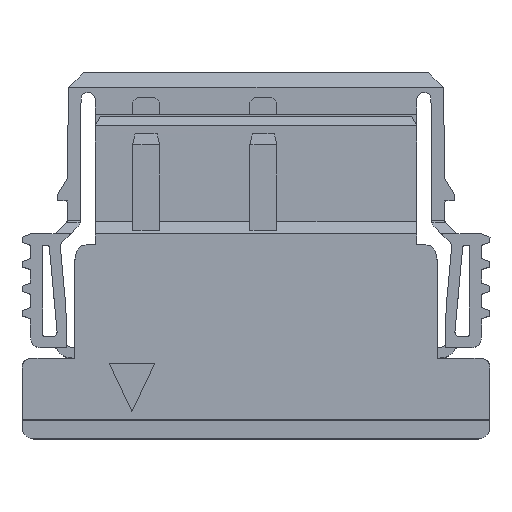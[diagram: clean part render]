
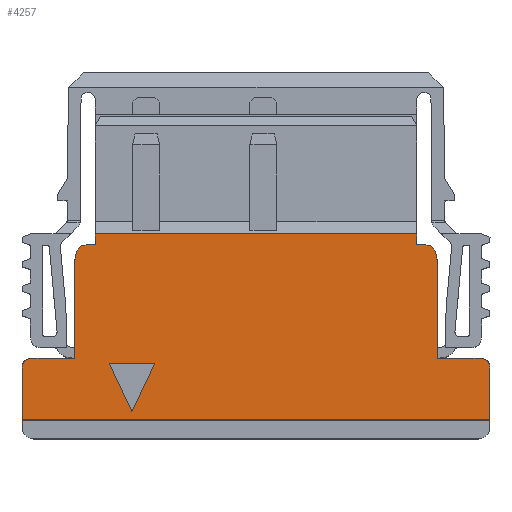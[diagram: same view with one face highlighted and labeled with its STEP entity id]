
A CAD part, top view. The second image highlights one B-rep face of the part: STEP entity #4257.
In plain terms, the highlighted planar face has unit normal (0, 0, 1).
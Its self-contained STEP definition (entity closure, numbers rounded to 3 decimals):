
#1571=CARTESIAN_POINT('',(11.66,0.,4.98));
#1572=VERTEX_POINT('',#1571);
#1587=CARTESIAN_POINT('',(-1.5,0.,4.98));
#1588=VERTEX_POINT('',#1587);
#1595=CARTESIAN_POINT('',(11.66,0.,4.98));
#1596=DIRECTION('',(-1.,0.,0.));
#1597=VECTOR('',#1596,13.16);
#1598=LINE('',#1595,#1597);
#1599=EDGE_CURVE('',#1572,#1588,#1598,.T.);
#3224=CARTESIAN_POINT('',(12.51,-5.1,4.98));
#3225=VERTEX_POINT('',#3224);
#3256=CARTESIAN_POINT('',(12.51,-1.316,4.98));
#3257=VERTEX_POINT('',#3256);
#3264=CARTESIAN_POINT('',(12.51,-5.1,4.98));
#3265=DIRECTION('',(0.,1.,0.));
#3266=VECTOR('',#3265,3.784);
#3267=LINE('',#3264,#3266);
#3268=EDGE_CURVE('',#3225,#3257,#3267,.T.);
#3280=CARTESIAN_POINT('',(14.26,-5.1,4.98));
#3281=VERTEX_POINT('',#3280);
#3303=CARTESIAN_POINT('',(12.51,-5.1,4.98));
#3304=DIRECTION('',(1.,0.,0.));
#3305=VECTOR('',#3304,1.75);
#3306=LINE('',#3303,#3305);
#3307=EDGE_CURVE('',#3225,#3281,#3306,.T.);
#3345=CARTESIAN_POINT('',(14.66,-5.5,4.98));
#3346=VERTEX_POINT('',#3345);
#3353=CARTESIAN_POINT('',(14.26,-5.5,4.98));
#3354=DIRECTION('',(0.,1.,0.));
#3355=DIRECTION('',(0.,0.,-1.));
#3356=AXIS2_PLACEMENT_3D('',#3353,#3355,#3354);
#3357=CIRCLE('',#3356,0.4);
#3358=EDGE_CURVE('',#3281,#3346,#3357,.T.);
#3370=CARTESIAN_POINT('',(14.66,-7.6,4.98));
#3371=VERTEX_POINT('',#3370);
#3524=CARTESIAN_POINT('',(14.66,-7.6,4.98));
#3525=DIRECTION('',(0.,1.,0.));
#3526=VECTOR('',#3525,2.1);
#3527=LINE('',#3524,#3526);
#3528=EDGE_CURVE('',#3371,#3346,#3527,.T.);
#4004=CARTESIAN_POINT('',(-4.5,-7.6,4.98));
#4005=VERTEX_POINT('',#4004);
#4006=CARTESIAN_POINT('',(14.66,-7.6,4.98));
#4007=DIRECTION('',(-1.,0.,0.));
#4008=VECTOR('',#4007,19.16);
#4009=LINE('',#4006,#4008);
#4010=EDGE_CURVE('',#3371,#4005,#4009,.T.);
#4141=CARTESIAN_POINT('',(5.08,-3.8,4.98));
#4142=DIRECTION('',(-1.,0.,0.));
#4143=DIRECTION('',(0.,0.,1.));
#4144=AXIS2_PLACEMENT_3D('',#4141,#4143,#4142);
#4145=PLANE('',#4144);
#4146=ORIENTED_EDGE('',*,*,#3528,.T.);
#4147=ORIENTED_EDGE('',*,*,#3358,.F.);
#4148=ORIENTED_EDGE('',*,*,#3307,.F.);
#4149=ORIENTED_EDGE('',*,*,#3268,.T.);
#4150=CARTESIAN_POINT('',(12.01,-0.45,4.98));
#4151=VERTEX_POINT('',#4150);
#4152=CARTESIAN_POINT('',(12.01,-0.45,4.98));
#4153=CARTESIAN_POINT('',(12.51,-0.45,4.98));
#4154=CARTESIAN_POINT('',(12.51,-1.316,4.98));
#4155=B_SPLINE_CURVE_WITH_KNOTS('',2,(#4152,#4153,#4154),.UNSPECIFIED.,.F.,.U.,(3,3),(0.,1.),.UNSPECIFIED.);
#4156=EDGE_CURVE('',#4151,#3257,#4155,.T.);
#4157=ORIENTED_EDGE('',*,*,#4156,.F.);
#4158=CARTESIAN_POINT('',(11.66,-0.45,4.98));
#4159=VERTEX_POINT('',#4158);
#4160=CARTESIAN_POINT('',(11.66,-0.45,4.98));
#4161=DIRECTION('',(1.,0.,0.));
#4162=VECTOR('',#4161,0.35);
#4163=LINE('',#4160,#4162);
#4164=EDGE_CURVE('',#4159,#4151,#4163,.T.);
#4165=ORIENTED_EDGE('',*,*,#4164,.F.);
#4166=CARTESIAN_POINT('',(11.66,-0.45,4.98));
#4167=DIRECTION('',(0.,1.,0.));
#4168=VECTOR('',#4167,0.45);
#4169=LINE('',#4166,#4168);
#4170=EDGE_CURVE('',#4159,#1572,#4169,.T.);
#4171=ORIENTED_EDGE('',*,*,#4170,.T.);
#4172=ORIENTED_EDGE('',*,*,#1599,.T.);
#4173=CARTESIAN_POINT('',(-1.5,-0.45,4.98));
#4174=VERTEX_POINT('',#4173);
#4175=CARTESIAN_POINT('',(-1.5,0.,4.98));
#4176=DIRECTION('',(0.,-1.,0.));
#4177=VECTOR('',#4176,0.45);
#4178=LINE('',#4175,#4177);
#4179=EDGE_CURVE('',#1588,#4174,#4178,.T.);
#4180=ORIENTED_EDGE('',*,*,#4179,.T.);
#4181=CARTESIAN_POINT('',(-1.85,-0.45,4.98));
#4182=VERTEX_POINT('',#4181);
#4183=CARTESIAN_POINT('',(-1.5,-0.45,4.98));
#4184=DIRECTION('',(-1.,0.,0.));
#4185=VECTOR('',#4184,0.35);
#4186=LINE('',#4183,#4185);
#4187=EDGE_CURVE('',#4174,#4182,#4186,.T.);
#4188=ORIENTED_EDGE('',*,*,#4187,.T.);
#4189=CARTESIAN_POINT('',(-2.35,-1.316,4.98));
#4190=VERTEX_POINT('',#4189);
#4191=CARTESIAN_POINT('',(-1.85,-0.45,4.98));
#4192=CARTESIAN_POINT('',(-2.35,-0.45,4.98));
#4193=CARTESIAN_POINT('',(-2.35,-1.316,4.98));
#4194=B_SPLINE_CURVE_WITH_KNOTS('',2,(#4191,#4192,#4193),.UNSPECIFIED.,.F.,.U.,(3,3),(0.,1.),.UNSPECIFIED.);
#4195=EDGE_CURVE('',#4182,#4190,#4194,.T.);
#4196=ORIENTED_EDGE('',*,*,#4195,.T.);
#4197=CARTESIAN_POINT('',(-2.35,-5.1,4.98));
#4198=VERTEX_POINT('',#4197);
#4199=CARTESIAN_POINT('',(-2.35,-5.1,4.98));
#4200=DIRECTION('',(0.,1.,0.));
#4201=VECTOR('',#4200,3.784);
#4202=LINE('',#4199,#4201);
#4203=EDGE_CURVE('',#4198,#4190,#4202,.T.);
#4204=ORIENTED_EDGE('',*,*,#4203,.F.);
#4205=CARTESIAN_POINT('',(-4.1,-5.1,4.98));
#4206=VERTEX_POINT('',#4205);
#4207=CARTESIAN_POINT('',(-2.35,-5.1,4.98));
#4208=DIRECTION('',(-1.,0.,0.));
#4209=VECTOR('',#4208,1.75);
#4210=LINE('',#4207,#4209);
#4211=EDGE_CURVE('',#4198,#4206,#4210,.T.);
#4212=ORIENTED_EDGE('',*,*,#4211,.T.);
#4213=CARTESIAN_POINT('',(-4.5,-5.5,4.98));
#4214=VERTEX_POINT('',#4213);
#4215=CARTESIAN_POINT('',(-4.1,-5.5,4.98));
#4216=DIRECTION('',(-1.,0.,0.));
#4217=DIRECTION('',(0.,0.,-1.));
#4218=AXIS2_PLACEMENT_3D('',#4215,#4217,#4216);
#4219=CIRCLE('',#4218,0.4);
#4220=EDGE_CURVE('',#4214,#4206,#4219,.T.);
#4221=ORIENTED_EDGE('',*,*,#4220,.F.);
#4222=CARTESIAN_POINT('',(-4.5,-7.6,4.98));
#4223=DIRECTION('',(0.,1.,0.));
#4224=VECTOR('',#4223,2.1);
#4225=LINE('',#4222,#4224);
#4226=EDGE_CURVE('',#4005,#4214,#4225,.T.);
#4227=ORIENTED_EDGE('',*,*,#4226,.F.);
#4228=ORIENTED_EDGE('',*,*,#4010,.F.);
#4229=EDGE_LOOP('',(#4146,#4147,#4148,#4149,#4157,#4165,#4171,#4172,#4180,#4188,#4196,#4204,#4212,#4221,#4227,#4228));
#4230=FACE_OUTER_BOUND('',#4229,.T.);
#4231=CARTESIAN_POINT('',(-0.933,-5.29,4.98));
#4232=VERTEX_POINT('',#4231);
#4233=CARTESIAN_POINT('',(0.933,-5.29,4.98));
#4234=VERTEX_POINT('',#4233);
#4235=CARTESIAN_POINT('',(-0.933,-5.29,4.98));
#4236=DIRECTION('',(1.,0.,0.));
#4237=VECTOR('',#4236,1.865);
#4238=LINE('',#4235,#4237);
#4239=EDGE_CURVE('',#4232,#4234,#4238,.T.);
#4240=ORIENTED_EDGE('',*,*,#4239,.T.);
#4241=CARTESIAN_POINT('',(0.,-7.29,4.98));
#4242=VERTEX_POINT('',#4241);
#4243=CARTESIAN_POINT('',(0.933,-5.29,4.98));
#4244=DIRECTION('',(-0.423,-0.906,0.));
#4245=VECTOR('',#4244,2.207);
#4246=LINE('',#4243,#4245);
#4247=EDGE_CURVE('',#4234,#4242,#4246,.T.);
#4248=ORIENTED_EDGE('',*,*,#4247,.T.);
#4249=CARTESIAN_POINT('',(0.,-7.29,4.98));
#4250=DIRECTION('',(-0.423,0.906,0.));
#4251=VECTOR('',#4250,2.207);
#4252=LINE('',#4249,#4251);
#4253=EDGE_CURVE('',#4242,#4232,#4252,.T.);
#4254=ORIENTED_EDGE('',*,*,#4253,.T.);
#4255=EDGE_LOOP('',(#4240,#4248,#4254));
#4256=FACE_BOUND('',#4255,.T.);
#4257=ADVANCED_FACE('',(#4230,#4256),#4145,.T.);
